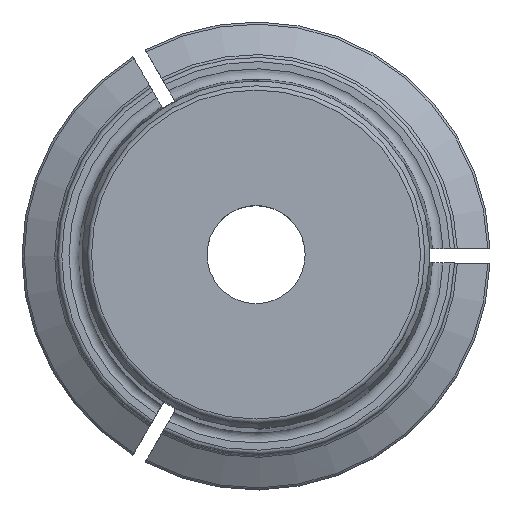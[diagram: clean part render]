
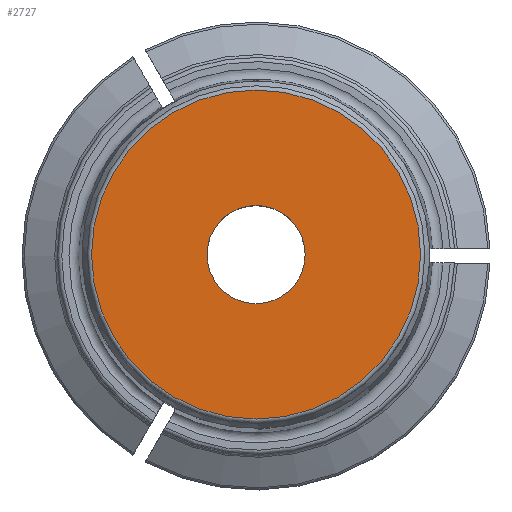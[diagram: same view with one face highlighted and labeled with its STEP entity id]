
A CAD part, top view. The second image highlights one B-rep face of the part: STEP entity #2727.
In plain terms, the highlighted planar face has unit normal (0, 0, 1).
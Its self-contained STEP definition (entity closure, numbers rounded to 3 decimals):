
#23=PLANE('',#2884);
#477=ORIENTED_EDGE('',*,*,#1029,.T.);
#478=ORIENTED_EDGE('',*,*,#1051,.T.);
#1029=EDGE_CURVE('',#1316,#1316,#1483,.T.);
#1051=EDGE_CURVE('',#1333,#1333,#1493,.T.);
#1316=VERTEX_POINT('',#3926);
#1333=VERTEX_POINT('',#3993);
#1483=CIRCLE('',#2867,11.6);
#1493=CIRCLE('',#2885,3.459);
#1608=EDGE_LOOP('',(#477));
#1609=EDGE_LOOP('',(#478));
#1747=FACE_BOUND('',#1608,.T.);
#1748=FACE_BOUND('',#1609,.T.);
#2727=ADVANCED_FACE('',(#1747,#1748),#23,.T.);
#2867=AXIS2_PLACEMENT_3D('',#3925,#3176,#3177);
#2884=AXIS2_PLACEMENT_3D('',#3991,#3216,#3217);
#2885=AXIS2_PLACEMENT_3D('',#3992,#3218,#3219);
#3176=DIRECTION('',(0.,0.,1.));
#3177=DIRECTION('',(1.,0.,0.));
#3216=DIRECTION('',(0.,0.,1.));
#3217=DIRECTION('',(1.,0.,0.));
#3218=DIRECTION('',(0.,0.,-1.));
#3219=DIRECTION('',(0.,-1.,0.));
#3925=CARTESIAN_POINT('',(0.,0.,60.5));
#3926=CARTESIAN_POINT('',(11.6,0.,60.5));
#3991=CARTESIAN_POINT('',(0.,0.,60.5));
#3992=CARTESIAN_POINT('',(0.,0.,60.5));
#3993=CARTESIAN_POINT('',(0.,-3.459,60.5));
